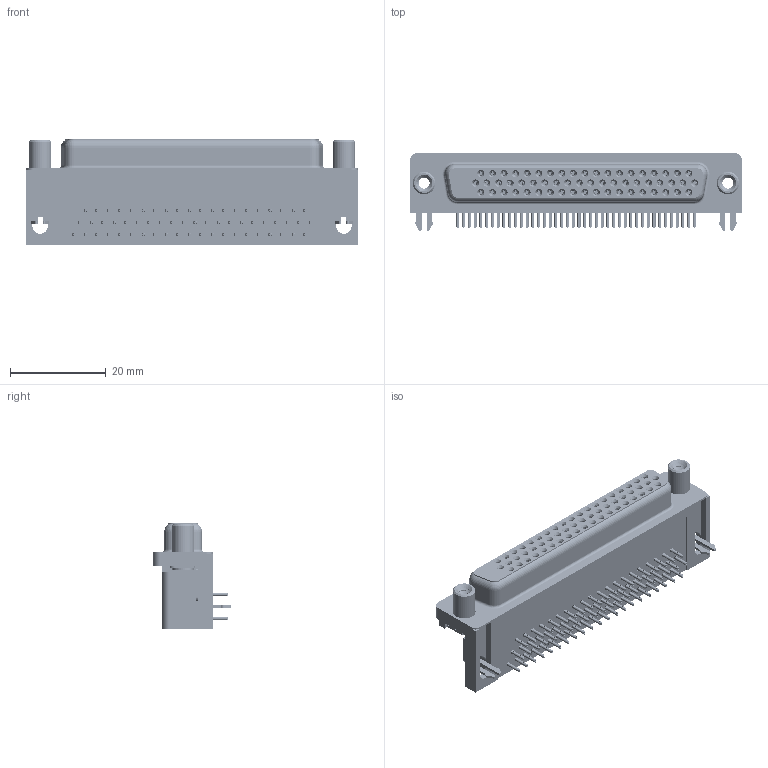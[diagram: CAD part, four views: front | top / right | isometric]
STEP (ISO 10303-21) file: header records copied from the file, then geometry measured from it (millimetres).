
FILE_DESCRIPTION (( 'STEP AP203' ), '1' );
FILE_NAME ('634-062-363-030.STEP', '2018-08-21T19:53:25', ( '' ), ( '' ), 'SwSTEP 2.0', 'SolidWorks 2016', '' );
FILE_SCHEMA (( 'CONFIG_CONTROL_DESIGN' ));
Length unit declared in the file: millimetre
Products named in the file (8): Contact Top; 2 Prong Board Lock; Round Threaded Standoff; 634-062-363-030; 634 Housing_62 Socket; 634 Shell_62 Socket; Contact Bottom; Contact Middle
Assembly tree (68 placements, depth 2):
  634-062-363-030
    634 Housing_62 Socket
    634 Shell_62 Socket
    Contact Bottom  x20
    Contact Middle  x21
    Contact Top  x21
    2 Prong Board Lock  x2
    Round Threaded Standoff  x2
Bounding box: 69.4 x 16.25 x 22.1 mm (x, y, z)
Volume: 13032.8 mm3; surface area: 17955.9 mm2
Topology: 72 solids, 72 shells, 9131 faces, 24026 edges, 15082 vertices
Faces by surface type: plane 4115, bspline 2168, cylinder 2070, cone 756, torus 22
Entity records: 53612 total; most frequent: CARTESIAN_POINT 15165, ORIENTED_EDGE 7528, DIRECTION 7045, EDGE_CURVE 3764, LINE 2629, VECTOR 2629, VERTEX_POINT 2414, AXIS2_PLACEMENT_3D 2208
